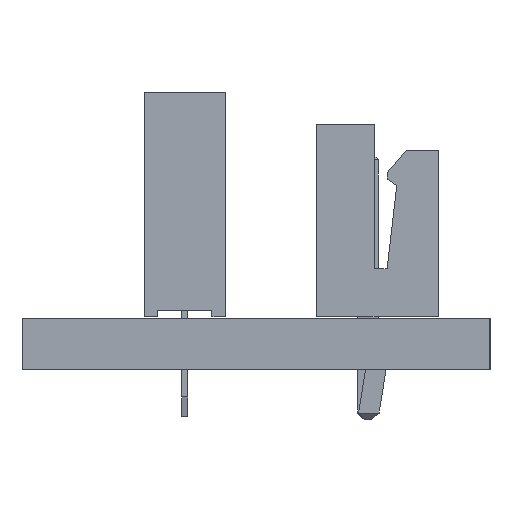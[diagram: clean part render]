
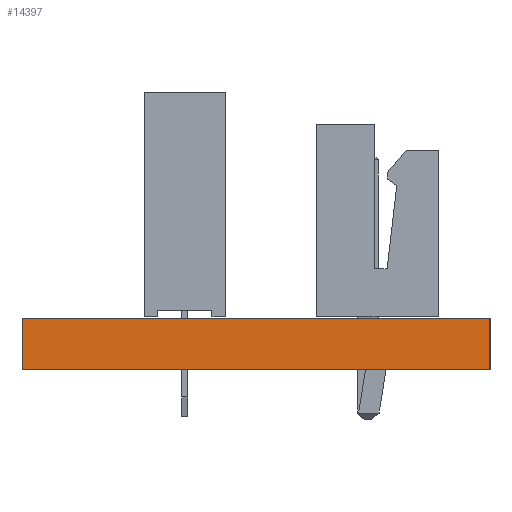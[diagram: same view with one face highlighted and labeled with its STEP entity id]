
A CAD part, left-side view. The second image highlights one B-rep face of the part: STEP entity #14397.
In plain terms, the highlighted planar face has unit normal (-1, 0, 0).
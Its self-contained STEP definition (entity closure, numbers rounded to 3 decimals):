
#14332=CARTESIAN_POINT('Line Origine',(62.865,-108.585,0.8)) ;
#14336=CARTESIAN_POINT('Vertex',(62.865,-108.585,0.)) ;
#14338=CARTESIAN_POINT('Vertex',(62.865,-108.585,1.6)) ;
#14367=CARTESIAN_POINT('Axis2P3D Location',(62.865,-123.19,0.)) ;
#14372=CARTESIAN_POINT('Line Origine',(62.865,-123.19,0.8)) ;
#14376=CARTESIAN_POINT('Vertex',(62.865,-123.19,0.)) ;
#14378=CARTESIAN_POINT('Vertex',(62.865,-123.19,1.6)) ;
#14381=CARTESIAN_POINT('Line Origine',(62.865,-115.888,1.6)) ;
#14386=CARTESIAN_POINT('Line Origine',(62.865,-115.888,0.)) ;
#14333=DIRECTION('Vector Direction',(0.,0.,1.)) ;
#14368=DIRECTION('Axis2P3D Direction',(-1.,0.,0.)) ;
#14369=DIRECTION('Axis2P3D XDirection',(0.,1.,0.)) ;
#14373=DIRECTION('Vector Direction',(0.,0.,1.)) ;
#14382=DIRECTION('Vector Direction',(0.,1.,0.)) ;
#14387=DIRECTION('Vector Direction',(0.,1.,0.)) ;
#14370=AXIS2_PLACEMENT_3D('Plane Axis2P3D',#14367,#14368,#14369) ;
#14392=ORIENTED_EDGE('',*,*,#14380,.T.) ;
#14393=ORIENTED_EDGE('',*,*,#14385,.T.) ;
#14394=ORIENTED_EDGE('',*,*,#14340,.F.) ;
#14395=ORIENTED_EDGE('',*,*,#14390,.F.) ;
#14334=VECTOR('Line Direction',#14333,1.) ;
#14374=VECTOR('Line Direction',#14373,1.) ;
#14383=VECTOR('Line Direction',#14382,1.) ;
#14388=VECTOR('Line Direction',#14387,1.) ;
#14397=ADVANCED_FACE('',(#14396),#14371,.T.) ;
#14340=EDGE_CURVE('',#14337,#14339,#14335,.T.) ;
#14380=EDGE_CURVE('',#14377,#14379,#14375,.T.) ;
#14385=EDGE_CURVE('',#14379,#14339,#14384,.T.) ;
#14390=EDGE_CURVE('',#14377,#14337,#14389,.T.) ;
#14391=EDGE_LOOP('',(#14392,#14393,#14394,#14395)) ;
#14396=FACE_OUTER_BOUND('',#14391,.T.) ;
#14335=LINE('Line',#14332,#14334) ;
#14375=LINE('Line',#14372,#14374) ;
#14384=LINE('Line',#14381,#14383) ;
#14389=LINE('Line',#14386,#14388) ;
#14371=PLANE('Plane',#14370) ;
#14337=VERTEX_POINT('',#14336) ;
#14339=VERTEX_POINT('',#14338) ;
#14377=VERTEX_POINT('',#14376) ;
#14379=VERTEX_POINT('',#14378) ;
